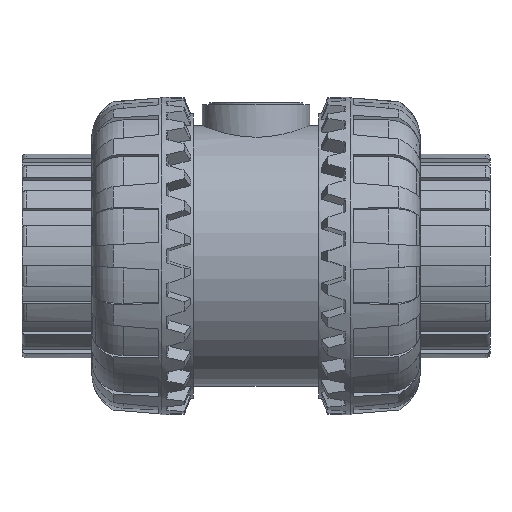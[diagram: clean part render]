
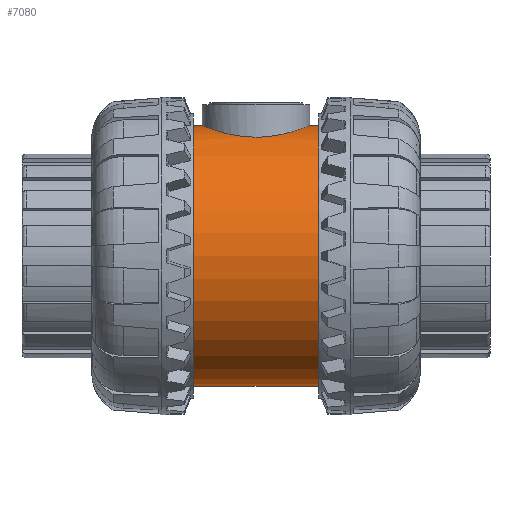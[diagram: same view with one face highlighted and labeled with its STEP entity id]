
A CAD part, front view. The second image highlights one B-rep face of the part: STEP entity #7080.
In plain terms, the highlighted cylindrical face has radius 48.5 mm (diameter 97 mm), a full revolution.
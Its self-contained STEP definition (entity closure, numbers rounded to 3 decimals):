
#1388=B_SPLINE_CURVE_WITH_KNOTS($,3,(#10616,#10617,#10618,#10619,#10620,
#10621,#10622,#10623,#10624,#10625,#10626,#10627,#10628,#10629,#10630,#10631,
#10632,#10633,#10634,#10635,#10636,#10637,#10638,#10639,#10640,#10641,#10642,
#10643,#10644,#10645,#10646,#10647,#10648,#10649,#10650,#10651,#10652,#10653,
#10654,#10655,#10656,#10657,#10658,#10659,#10660,#10661,#10662,#10663,#10664,
#10665,#10666,#10667,#10668,#10669,#10670,#10671,#10672,#10673,#10674,#10675,
#10676,#10677,#10678,#10679,#10680,#10681),.UNSPECIFIED.,.T.,.F.,(4,2,2,
2,2,2,2,2,2,2,2,2,2,2,2,2,2,2,2,2,2,2,2,2,2,2,2,2,2,2,2,2,4),(0.,0.382,
0.764,1.146,1.528,1.909,2.291,
2.672,3.053,3.435,3.816,4.198,
4.579,4.961,5.343,5.725,6.107,
6.489,6.871,7.253,7.635,8.016,
8.398,8.779,9.16,9.542,9.923,
10.305,10.686,11.068,11.45,11.832,
12.214),.UNSPECIFIED.);
#1521=FACE_BOUND($,#1968,.T.);
#1522=FACE_BOUND($,#1969,.T.);
#1523=FACE_BOUND($,#1970,.T.);
#1968=EDGE_LOOP($,(#4725));
#1969=EDGE_LOOP($,(#4726));
#1970=EDGE_LOOP($,(#4727));
#2408=CIRCLE($,#7503,48.5);
#2409=CIRCLE($,#7505,48.5);
#2793=VERTEX_POINT($,#10615);
#2794=VERTEX_POINT($,#10684);
#2795=VERTEX_POINT($,#10687);
#3569=EDGE_CURVE($,#2793,#2793,#1388,.T.);
#3570=EDGE_CURVE($,#2794,#2794,#2408,.T.);
#3571=EDGE_CURVE($,#2795,#2795,#2409,.T.);
#4725=ORIENTED_EDGE($,*,*,#3569,.T.);
#4726=ORIENTED_EDGE($,*,*,#3570,.F.);
#4727=ORIENTED_EDGE($,*,*,#3571,.F.);
#7024=CYLINDRICAL_SURFACE($,#7504,48.5);
#7080=ADVANCED_FACE($,(#1521,#1522,#1523),#7024,.T.);
#7503=AXIS2_PLACEMENT_3D($,#10685,#8434,#8435);
#7504=AXIS2_PLACEMENT_3D($,#10686,#8436,#8437);
#7505=AXIS2_PLACEMENT_3D($,#10688,#8438,#8439);
#8434=DIRECTION('center_axis',(-1.,0.,0.));
#8435=DIRECTION('ref_axis',(0.,-1.,0.));
#8436=DIRECTION('center_axis',(1.,0.,0.));
#8437=DIRECTION('ref_axis',(0.,-1.,0.));
#8438=DIRECTION('center_axis',(1.,0.,0.));
#8439=DIRECTION('ref_axis',(0.,-1.,0.));
#10615=CARTESIAN_POINT('',(0.,-20.,44.184));
#10616=CARTESIAN_POINT('Ctrl Pts',(0.,-20.,44.184));
#10617=CARTESIAN_POINT('Ctrl Pts',(-1.273,-20.,44.184));
#10618=CARTESIAN_POINT('Ctrl Pts',(-2.584,-19.877,
44.241));
#10619=CARTESIAN_POINT('Ctrl Pts',(-5.181,-19.363,
44.468));
#10620=CARTESIAN_POINT('Ctrl Pts',(-6.467,-18.973,
44.639));
#10621=CARTESIAN_POINT('Ctrl Pts',(-8.925,-17.948,
45.06));
#10622=CARTESIAN_POINT('Ctrl Pts',(-10.099,-17.312,
45.312));
#10623=CARTESIAN_POINT('Ctrl Pts',(-12.268,-15.85,45.844));
#10624=CARTESIAN_POINT('Ctrl Pts',(-13.262,-15.022,
46.124));
#10625=CARTESIAN_POINT('Ctrl Pts',(-15.021,-13.263,
46.66));
#10626=CARTESIAN_POINT('Ctrl Pts',(-15.848,-12.269,
46.936));
#10627=CARTESIAN_POINT('Ctrl Pts',(-17.312,-10.101,
47.45));
#10628=CARTESIAN_POINT('Ctrl Pts',(-17.948,-8.925,
47.688));
#10629=CARTESIAN_POINT('Ctrl Pts',(-18.973,-6.466,
48.083));
#10630=CARTESIAN_POINT('Ctrl Pts',(-19.363,-5.179,
48.24));
#10631=CARTESIAN_POINT('Ctrl Pts',(-19.877,-2.582,
48.449));
#10632=CARTESIAN_POINT('Ctrl Pts',(-20.,-1.272,48.5));
#10633=CARTESIAN_POINT('Ctrl Pts',(-20.,1.272,48.5));
#10634=CARTESIAN_POINT('Ctrl Pts',(-19.877,2.582,48.449));
#10635=CARTESIAN_POINT('Ctrl Pts',(-19.363,5.179,48.24));
#10636=CARTESIAN_POINT('Ctrl Pts',(-18.973,6.466,48.083));
#10637=CARTESIAN_POINT('Ctrl Pts',(-17.948,8.925,47.688));
#10638=CARTESIAN_POINT('Ctrl Pts',(-17.312,10.101,47.45));
#10639=CARTESIAN_POINT('Ctrl Pts',(-15.848,12.269,46.936));
#10640=CARTESIAN_POINT('Ctrl Pts',(-15.021,13.263,46.66));
#10641=CARTESIAN_POINT('Ctrl Pts',(-13.262,15.022,46.124));
#10642=CARTESIAN_POINT('Ctrl Pts',(-12.268,15.85,45.844));
#10643=CARTESIAN_POINT('Ctrl Pts',(-10.099,17.312,45.312));
#10644=CARTESIAN_POINT('Ctrl Pts',(-8.925,17.948,45.06));
#10645=CARTESIAN_POINT('Ctrl Pts',(-6.467,18.973,44.639));
#10646=CARTESIAN_POINT('Ctrl Pts',(-5.181,19.363,44.468));
#10647=CARTESIAN_POINT('Ctrl Pts',(-2.584,19.877,44.241));
#10648=CARTESIAN_POINT('Ctrl Pts',(-1.273,20.,44.184));
#10649=CARTESIAN_POINT('Ctrl Pts',(1.273,20.,44.184));
#10650=CARTESIAN_POINT('Ctrl Pts',(2.584,19.877,44.241));
#10651=CARTESIAN_POINT('Ctrl Pts',(5.181,19.363,44.468));
#10652=CARTESIAN_POINT('Ctrl Pts',(6.467,18.973,44.639));
#10653=CARTESIAN_POINT('Ctrl Pts',(8.925,17.948,45.06));
#10654=CARTESIAN_POINT('Ctrl Pts',(10.099,17.312,45.312));
#10655=CARTESIAN_POINT('Ctrl Pts',(12.268,15.85,45.844));
#10656=CARTESIAN_POINT('Ctrl Pts',(13.262,15.022,46.124));
#10657=CARTESIAN_POINT('Ctrl Pts',(15.021,13.263,46.66));
#10658=CARTESIAN_POINT('Ctrl Pts',(15.848,12.269,46.936));
#10659=CARTESIAN_POINT('Ctrl Pts',(17.312,10.101,47.45));
#10660=CARTESIAN_POINT('Ctrl Pts',(17.948,8.925,47.688));
#10661=CARTESIAN_POINT('Ctrl Pts',(18.973,6.466,48.083));
#10662=CARTESIAN_POINT('Ctrl Pts',(19.363,5.179,48.24));
#10663=CARTESIAN_POINT('Ctrl Pts',(19.877,2.582,48.449));
#10664=CARTESIAN_POINT('Ctrl Pts',(20.,1.272,48.5));
#10665=CARTESIAN_POINT('Ctrl Pts',(20.,-1.272,48.5));
#10666=CARTESIAN_POINT('Ctrl Pts',(19.877,-2.582,48.449));
#10667=CARTESIAN_POINT('Ctrl Pts',(19.363,-5.179,48.24));
#10668=CARTESIAN_POINT('Ctrl Pts',(18.973,-6.466,48.083));
#10669=CARTESIAN_POINT('Ctrl Pts',(17.948,-8.925,47.688));
#10670=CARTESIAN_POINT('Ctrl Pts',(17.312,-10.101,47.45));
#10671=CARTESIAN_POINT('Ctrl Pts',(15.848,-12.269,46.936));
#10672=CARTESIAN_POINT('Ctrl Pts',(15.021,-13.263,46.66));
#10673=CARTESIAN_POINT('Ctrl Pts',(13.262,-15.022,46.124));
#10674=CARTESIAN_POINT('Ctrl Pts',(12.268,-15.85,45.844));
#10675=CARTESIAN_POINT('Ctrl Pts',(10.099,-17.312,45.312));
#10676=CARTESIAN_POINT('Ctrl Pts',(8.925,-17.948,45.06));
#10677=CARTESIAN_POINT('Ctrl Pts',(6.467,-18.973,44.639));
#10678=CARTESIAN_POINT('Ctrl Pts',(5.181,-19.363,44.468));
#10679=CARTESIAN_POINT('Ctrl Pts',(2.584,-19.877,44.241));
#10680=CARTESIAN_POINT('Ctrl Pts',(1.273,-20.,44.184));
#10681=CARTESIAN_POINT('Ctrl Pts',(0.,-20.,44.184));
#10684=CARTESIAN_POINT('',(-43.2,48.5,0.));
#10685=CARTESIAN_POINT('Origin',(-43.2,0.,0.));
#10686=CARTESIAN_POINT('Origin',(0.,0.,0.));
#10687=CARTESIAN_POINT('',(43.2,48.5,0.));
#10688=CARTESIAN_POINT('Origin',(43.2,0.,0.));
